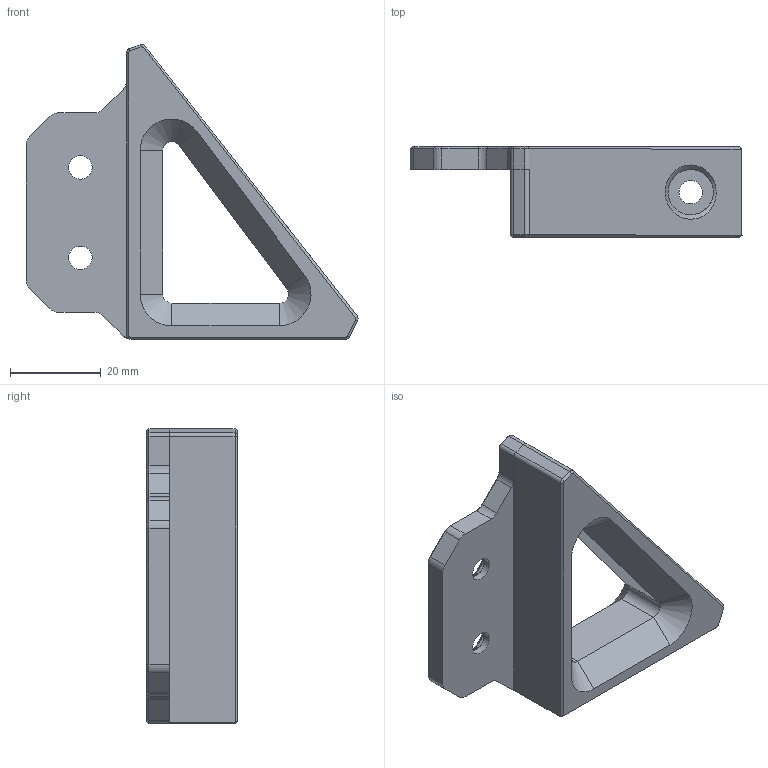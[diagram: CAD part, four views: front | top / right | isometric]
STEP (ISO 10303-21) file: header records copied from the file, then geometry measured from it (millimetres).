
FILE_DESCRIPTION(/* description */ (''),/* implementation_level */ '2;1');
FILE_NAME(/* name */ 'Table_table Bolt downs v1.step',/* time_stamp */ '2024-02-12T10:10:27-05:00',/* author */ (''),/* organization */ (''),/* preprocessor_version */ 'ST-DEVELOPER v20',/* originating_system */ 'Autodesk Translation Framework v12.20.1.177',/* authorisation */ '');
FILE_SCHEMA (('AUTOMOTIVE_DESIGN { 1 0 10303 214 3 1 1 }'));
Length unit declared in the file: millimetre
Products named in the file (1): Table_table Bolt downs
Bounding box: 73.32 x 20 x 65.1 mm (x, y, z)
Volume: 26748.9 mm3; surface area: 10653.7 mm2
Topology: 1 solids, 1 shells, 119 faces, 287 edges, 172 vertices
Faces by surface type: plane 69, cylinder 24, cone 21, bspline 5
Full cylindrical faces by diameter (mm): 5.2 x3, 6.45 x1, 10 x2
Entity records: 3861 total; most frequent: CARTESIAN_POINT 1033, DIRECTION 588, ORIENTED_EDGE 574, EDGE_CURVE 287, AXIS2_PLACEMENT_3D 197, LINE 194, VECTOR 194, VERTEX_POINT 172
